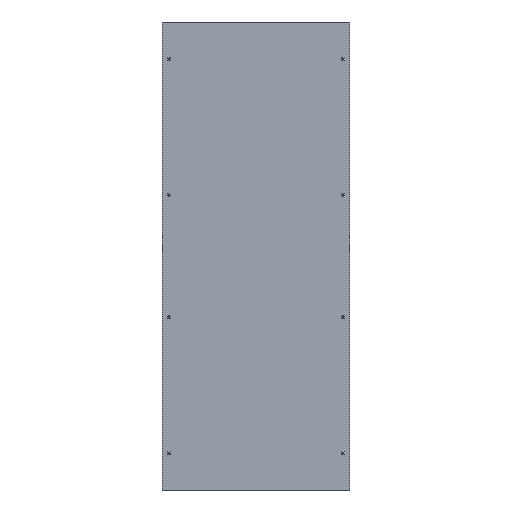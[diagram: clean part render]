
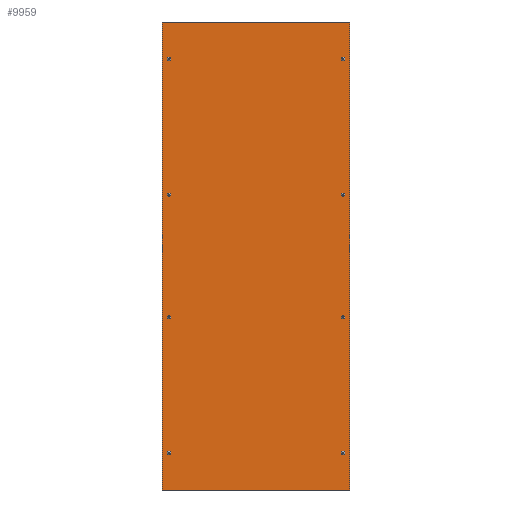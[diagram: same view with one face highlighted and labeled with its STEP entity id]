
A CAD part, left-side view. The second image highlights one B-rep face of the part: STEP entity #9959.
In plain terms, the highlighted planar face has unit normal (-1, 0, 0).
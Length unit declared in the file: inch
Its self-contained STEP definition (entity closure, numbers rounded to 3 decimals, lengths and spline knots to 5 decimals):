
#36 = DIRECTION ( 'NONE',  ( 1., 0., 0. ) ) ;
#238 = VERTEX_POINT ( 'NONE', #4215 ) ;
#284 = EDGE_CURVE ( 'NONE', #8860, #8860, #1770, .T. ) ;
#330 = CIRCLE ( 'NONE', #9432, 0.17717 ) ;
#380 = DIRECTION ( 'NONE',  ( 0., -1., 0. ) ) ;
#489 = CARTESIAN_POINT ( 'NONE',  ( -0.05906, -14.70472, -32.87402 ) ) ;
#496 = CARTESIAN_POINT ( 'NONE',  ( -0.05906, -14.70472, 32.87402 ) ) ;
#590 = ORIENTED_EDGE ( 'NONE', *, *, #7508, .T. ) ;
#702 = AXIS2_PLACEMENT_3D ( 'NONE', #4274, #1741, #7620 ) ;
#715 = ORIENTED_EDGE ( 'NONE', *, *, #7844, .T. ) ;
#1255 = CIRCLE ( 'NONE', #2120, 0.17717 ) ;
#1285 = ORIENTED_EDGE ( 'NONE', *, *, #3057, .T. ) ;
#1491 = DIRECTION ( 'NONE',  ( 0., 1., 0. ) ) ;
#1521 = CARTESIAN_POINT ( 'NONE',  ( -0.05906, 14.52756, -10.23622 ) ) ;
#1594 = CARTESIAN_POINT ( 'NONE',  ( -0.05906, -14.52756, -10.23622 ) ) ;
#1612 = DIRECTION ( 'NONE',  ( 0., -1., 0. ) ) ;
#1695 = ORIENTED_EDGE ( 'NONE', *, *, #10456, .T. ) ;
#1713 = DIRECTION ( 'NONE',  ( 1., 0., 0. ) ) ;
#1741 = DIRECTION ( 'NONE',  ( -1., 0., 0. ) ) ;
#1770 = CIRCLE ( 'NONE', #3171, 0.17717 ) ;
#1867 = VERTEX_POINT ( 'NONE', #7578 ) ;
#2062 = LINE ( 'NONE', #2123, #7513 ) ;
#2120 = AXIS2_PLACEMENT_3D ( 'NONE', #7484, #1713, #10021 ) ;
#2123 = CARTESIAN_POINT ( 'NONE',  ( -0.05906, -15.61024, 0. ) ) ;
#2163 = LINE ( 'NONE', #10582, #2469 ) ;
#2226 = CIRCLE ( 'NONE', #3450, 0.17717 ) ;
#2361 = CARTESIAN_POINT ( 'NONE',  ( -0.05906, 15.61024, -39.05512 ) ) ;
#2469 = VECTOR ( 'NONE', #1491, 39.37008 ) ;
#2597 = CARTESIAN_POINT ( 'NONE',  ( -0.05906, 14.35039, -10.23622 ) ) ;
#2684 = VERTEX_POINT ( 'NONE', #2361 ) ;
#2707 = CARTESIAN_POINT ( 'NONE',  ( -0.05906, -14.70472, 10.23622 ) ) ;
#2734 = EDGE_LOOP ( 'NONE', ( #4251 ) ) ;
#2736 = CARTESIAN_POINT ( 'NONE',  ( -0.05906, 0., -39.05512 ) ) ;
#2825 = VERTEX_POINT ( 'NONE', #2707 ) ;
#2826 = ORIENTED_EDGE ( 'NONE', *, *, #4464, .T. ) ;
#2847 = EDGE_CURVE ( 'NONE', #4203, #4203, #2226, .T. ) ;
#2953 = CIRCLE ( 'NONE', #9101, 0.17717 ) ;
#3057 = EDGE_CURVE ( 'NONE', #3316, #3316, #9250, .T. ) ;
#3171 = AXIS2_PLACEMENT_3D ( 'NONE', #6040, #9375, #7571 ) ;
#3173 = FACE_BOUND ( 'NONE', #5551, .T. ) ;
#3316 = VERTEX_POINT ( 'NONE', #7395 ) ;
#3322 = VECTOR ( 'NONE', #380, 39.37008 ) ;
#3450 = AXIS2_PLACEMENT_3D ( 'NONE', #1521, #10713, #9837 ) ;
#3784 = DIRECTION ( 'NONE',  ( 1., 0., 0. ) ) ;
#3829 = DIRECTION ( 'NONE',  ( 1., 0., 0. ) ) ;
#3917 = EDGE_LOOP ( 'NONE', ( #7381 ) ) ;
#4203 = VERTEX_POINT ( 'NONE', #2597 ) ;
#4215 = CARTESIAN_POINT ( 'NONE',  ( -0.05906, 15.61024, 39.05512 ) ) ;
#4251 = ORIENTED_EDGE ( 'NONE', *, *, #9266, .T. ) ;
#4274 = CARTESIAN_POINT ( 'NONE',  ( -0.05906, 0., 0. ) ) ;
#4365 = VERTEX_POINT ( 'NONE', #8591 ) ;
#4464 = EDGE_CURVE ( 'NONE', #238, #2684, #9731, .T. ) ;
#4515 = ORIENTED_EDGE ( 'NONE', *, *, #6895, .T. ) ;
#4711 = DIRECTION ( 'NONE',  ( 0., 0., 1. ) ) ;
#4832 = FACE_BOUND ( 'NONE', #5890, .T. ) ;
#4891 = AXIS2_PLACEMENT_3D ( 'NONE', #6511, #8978, #1612 ) ;
#5071 = VECTOR ( 'NONE', #9681, 39.37008 ) ;
#5215 = ORIENTED_EDGE ( 'NONE', *, *, #2847, .T. ) ;
#5250 = CIRCLE ( 'NONE', #4891, 0.17717 ) ;
#5551 = EDGE_LOOP ( 'NONE', ( #5215 ) ) ;
#5659 = FACE_BOUND ( 'NONE', #10346, .T. ) ;
#5669 = DIRECTION ( 'NONE',  ( 1., 0., 0. ) ) ;
#5706 = PLANE ( 'NONE',  #702 ) ;
#5845 = CARTESIAN_POINT ( 'NONE',  ( -0.05906, -15.61024, -39.05512 ) ) ;
#5890 = EDGE_LOOP ( 'NONE', ( #6707 ) ) ;
#6040 = CARTESIAN_POINT ( 'NONE',  ( -0.05906, -14.52756, 32.87402 ) ) ;
#6267 = CARTESIAN_POINT ( 'NONE',  ( -0.05906, -14.52756, -32.87402 ) ) ;
#6511 = CARTESIAN_POINT ( 'NONE',  ( -0.05906, -14.52756, 10.23622 ) ) ;
#6534 = FACE_BOUND ( 'NONE', #10005, .T. ) ;
#6707 = ORIENTED_EDGE ( 'NONE', *, *, #284, .T. ) ;
#6745 = EDGE_CURVE ( 'NONE', #7771, #7771, #2953, .T. ) ;
#6895 = EDGE_CURVE ( 'NONE', #4365, #4365, #330, .T. ) ;
#6944 = VERTEX_POINT ( 'NONE', #489 ) ;
#7049 = EDGE_LOOP ( 'NONE', ( #8990 ) ) ;
#7191 = FACE_BOUND ( 'NONE', #2734, .T. ) ;
#7381 = ORIENTED_EDGE ( 'NONE', *, *, #6745, .T. ) ;
#7395 = CARTESIAN_POINT ( 'NONE',  ( -0.05906, 14.35039, 10.23622 ) ) ;
#7484 = CARTESIAN_POINT ( 'NONE',  ( -0.05906, 14.52756, -32.87402 ) ) ;
#7508 = EDGE_CURVE ( 'NONE', #9012, #1867, #2062, .T. ) ;
#7513 = VECTOR ( 'NONE', #4711, 39.37008 ) ;
#7571 = DIRECTION ( 'NONE',  ( 0., -1., 0. ) ) ;
#7578 = CARTESIAN_POINT ( 'NONE',  ( -0.05906, -15.61024, 39.05512 ) ) ;
#7620 = DIRECTION ( 'NONE',  ( 0., -1., 0. ) ) ;
#7771 = VERTEX_POINT ( 'NONE', #7823 ) ;
#7823 = CARTESIAN_POINT ( 'NONE',  ( -0.05906, 14.35039, 32.87402 ) ) ;
#7844 = EDGE_CURVE ( 'NONE', #2825, #2825, #5250, .T. ) ;
#7845 = CARTESIAN_POINT ( 'NONE',  ( -0.05906, 14.52756, 10.23622 ) ) ;
#7852 = DIRECTION ( 'NONE',  ( 0., -1., 0. ) ) ;
#7897 = CIRCLE ( 'NONE', #8235, 0.17717 ) ;
#8070 = FACE_BOUND ( 'NONE', #9682, .T. ) ;
#8077 = EDGE_LOOP ( 'NONE', ( #2826, #9346, #590, #1695 ) ) ;
#8235 = AXIS2_PLACEMENT_3D ( 'NONE', #6267, #3784, #7852 ) ;
#8242 = CARTESIAN_POINT ( 'NONE',  ( -0.05906, 14.35039, -32.87402 ) ) ;
#8372 = AXIS2_PLACEMENT_3D ( 'NONE', #7845, #3829, #10320 ) ;
#8591 = CARTESIAN_POINT ( 'NONE',  ( -0.05906, -14.70472, -10.23622 ) ) ;
#8860 = VERTEX_POINT ( 'NONE', #496 ) ;
#8978 = DIRECTION ( 'NONE',  ( 1., 0., 0. ) ) ;
#8990 = ORIENTED_EDGE ( 'NONE', *, *, #10574, .T. ) ;
#9011 = DIRECTION ( 'NONE',  ( 0., -1., 0. ) ) ;
#9012 = VERTEX_POINT ( 'NONE', #5845 ) ;
#9062 = VERTEX_POINT ( 'NONE', #8242 ) ;
#9101 = AXIS2_PLACEMENT_3D ( 'NONE', #10769, #36, #10880 ) ;
#9211 = EDGE_CURVE ( 'NONE', #2684, #9012, #9605, .T. ) ;
#9250 = CIRCLE ( 'NONE', #8372, 0.17717 ) ;
#9266 = EDGE_CURVE ( 'NONE', #6944, #6944, #7897, .T. ) ;
#9346 = ORIENTED_EDGE ( 'NONE', *, *, #9211, .T. ) ;
#9375 = DIRECTION ( 'NONE',  ( 1., 0., 0. ) ) ;
#9432 = AXIS2_PLACEMENT_3D ( 'NONE', #1594, #5669, #9011 ) ;
#9605 = LINE ( 'NONE', #2736, #3322 ) ;
#9681 = DIRECTION ( 'NONE',  ( 0., 0., -1. ) ) ;
#9682 = EDGE_LOOP ( 'NONE', ( #1285 ) ) ;
#9721 = FACE_BOUND ( 'NONE', #3917, .T. ) ;
#9731 = LINE ( 'NONE', #10809, #5071 ) ;
#9825 = FACE_OUTER_BOUND ( 'NONE', #8077, .T. ) ;
#9837 = DIRECTION ( 'NONE',  ( 0., -1., 0. ) ) ;
#9959 = ADVANCED_FACE ( 'NONE', ( #9825, #9721, #8070, #4832, #5659, #10702, #3173, #7191, #6534 ), #5706, .T. ) ;
#10005 = EDGE_LOOP ( 'NONE', ( #4515 ) ) ;
#10021 = DIRECTION ( 'NONE',  ( 0., -1., 0. ) ) ;
#10320 = DIRECTION ( 'NONE',  ( 0., -1., 0. ) ) ;
#10346 = EDGE_LOOP ( 'NONE', ( #715 ) ) ;
#10456 = EDGE_CURVE ( 'NONE', #1867, #238, #2163, .T. ) ;
#10574 = EDGE_CURVE ( 'NONE', #9062, #9062, #1255, .T. ) ;
#10582 = CARTESIAN_POINT ( 'NONE',  ( -0.05906, 0., 39.05512 ) ) ;
#10702 = FACE_BOUND ( 'NONE', #7049, .T. ) ;
#10713 = DIRECTION ( 'NONE',  ( 1., 0., 0. ) ) ;
#10769 = CARTESIAN_POINT ( 'NONE',  ( -0.05906, 14.52756, 32.87402 ) ) ;
#10809 = CARTESIAN_POINT ( 'NONE',  ( -0.05906, 15.61024, 0. ) ) ;
#10880 = DIRECTION ( 'NONE',  ( 0., -1., 0. ) ) ;
